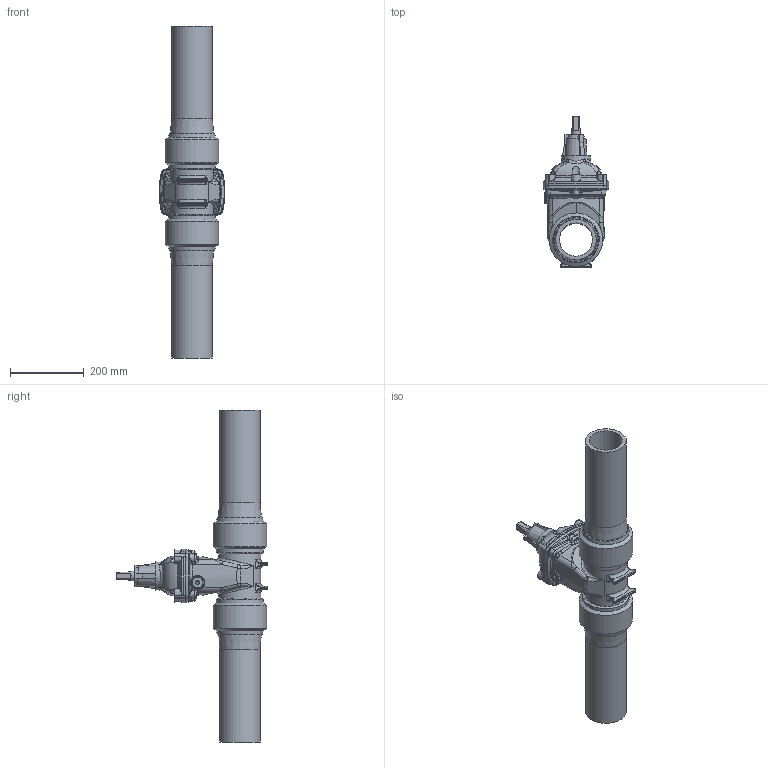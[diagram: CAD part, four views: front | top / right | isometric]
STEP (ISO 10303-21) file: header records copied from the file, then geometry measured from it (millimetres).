
FILE_DESCRIPTION (( 'STEP AP203' ), '1' );
FILE_NAME ('O_36_80_DN100_110mm.STEP', '2015-01-27T08:14:55', ( 'ken' ), ( '' ), 'SwSTEP 2.0', 'SolidWorks 2012', '' );
FILE_SCHEMA (( 'CONFIG_CONTROL_DESIGN' ));
Length unit declared in the file: millimetre
Products named in the file (1): O_36_80_DN100_110mm
Bounding box: 178.63 x 409 x 899.1 mm (x, y, z)
Volume: 7100058.7 mm3; surface area: 724434 mm2
Topology: 1 solids, 1 shells, 398 faces, 979 edges, 571 vertices
Faces by surface type: bspline 165, cone 77, plane 65, torus 48, cylinder 35, sphere 8
Full cylindrical faces by diameter (mm): 25 x1, 90 x1, 110 x2, 115 x1, 127 x2, 145 x2
Entity records: 19190 total; most frequent: CARTESIAN_POINT 11350, ORIENTED_EDGE 1848, DIRECTION 1344, EDGE_CURVE 924, AXIS2_PLACEMENT_3D 622, VERTEX_POINT 558, EDGE_LOOP 430, FACE_OUTER_BOUND 408
